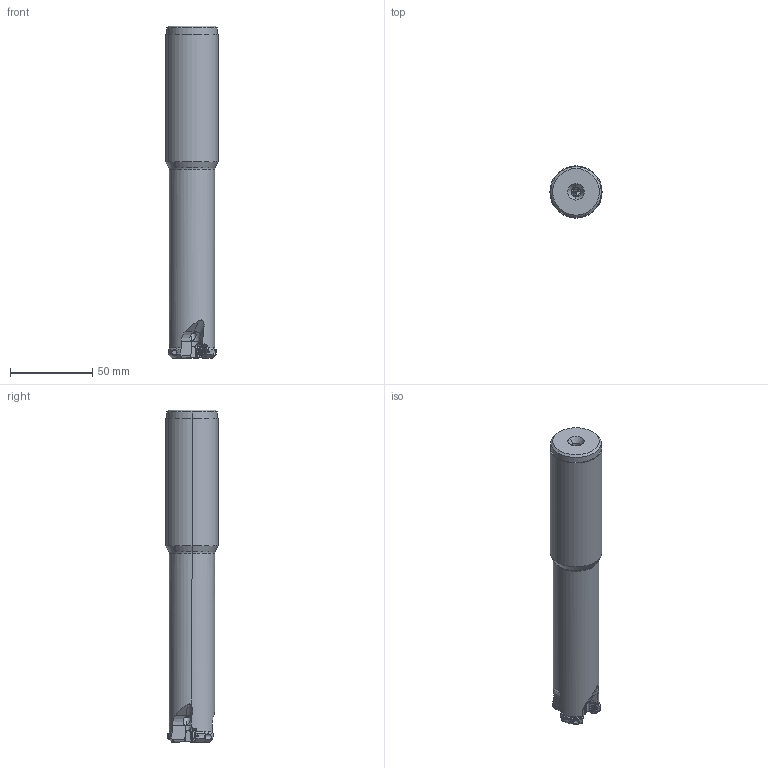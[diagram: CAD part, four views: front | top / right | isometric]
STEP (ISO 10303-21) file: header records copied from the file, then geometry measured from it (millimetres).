
FILE_DESCRIPTION(/* description */ (''),/* implementation_level */ '2;1');
FILE_NAME(/* name */ 'ARP5UPR2003SA20L.stp',/* time_stamp */ '2017-10-10T11:40:34+09:00',/* author */ (''),/* organization */ (''),/* preprocessor_version */ 'ST-DEVELOPER v16',/* originating_system */ 'SIEMENS PLM Software NX 10.0',/* authorisation */ '');
FILE_SCHEMA (('AUTOMOTIVE_DESIGN { 1 0 10303 214 3 1 1 1 }'));
Length unit declared in the file: millimetre
Products named in the file (1): ARP5UPR2003SA20L_ASM
Bounding box: 31.75 x 31.75 x 202.23 mm (x, y, z)
Volume: 128576.1 mm3; surface area: 24499.7 mm2
Topology: 4 solids, 4 shells, 399 faces, 1067 edges, 673 vertices
Faces by surface type: cylinder 142, plane 90, cone 51, torus 50, bspline 30, sphere 21, extrusion 15
Entity records: 18844 total; most frequent: CARTESIAN_POINT 9356, ORIENTED_EDGE 2096, DIRECTION 1769, EDGE_CURVE 1048, AXIS2_PLACEMENT_3D 712, VERTEX_POINT 673, EDGE_LOOP 427, ADVANCED_FACE 399
